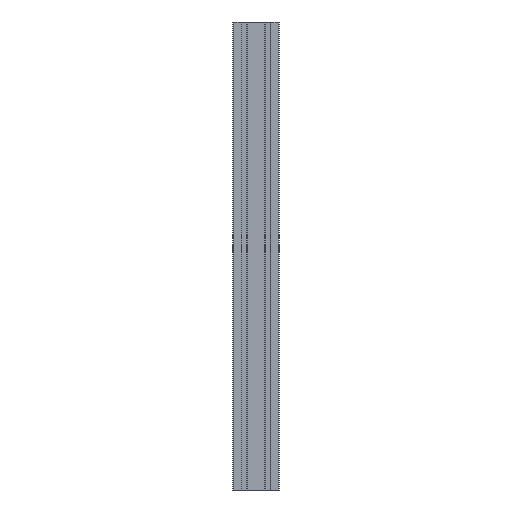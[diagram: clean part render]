
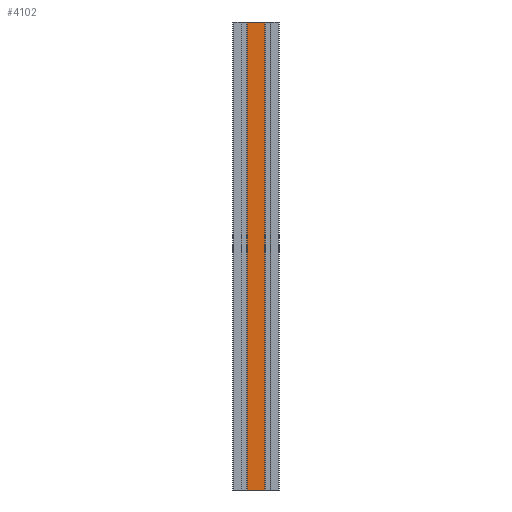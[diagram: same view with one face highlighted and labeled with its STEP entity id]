
A CAD part, left-side view. The second image highlights one B-rep face of the part: STEP entity #4102.
In plain terms, the highlighted planar face has unit normal (-1, 0, 0).
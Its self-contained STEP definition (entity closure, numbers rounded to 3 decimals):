
#16 = DIRECTION ( 'NONE',  ( 0., 0., 1. ) ) ;
#256 = DIRECTION ( 'NONE',  ( 0., 1., 0. ) ) ;
#540 = EDGE_CURVE ( 'NONE', #9952, #12597, #2318, .T. ) ;
#736 = ORIENTED_EDGE ( 'NONE', *, *, #4292, .F. ) ;
#1208 = DIRECTION ( 'NONE',  ( 0., 0., -1. ) ) ;
#1223 = CARTESIAN_POINT ( 'NONE',  ( -25., -6.4, 0. ) ) ;
#1228 = VECTOR ( 'NONE', #17316, 1000. ) ;
#1881 = DIRECTION ( 'NONE',  ( -1., 0., 0. ) ) ;
#2121 = ORIENTED_EDGE ( 'NONE', *, *, #540, .F. ) ;
#2291 = CARTESIAN_POINT ( 'NONE',  ( -25., 0., 0. ) ) ;
#2318 = LINE ( 'NONE', #11514, #1228 ) ;
#2447 = CARTESIAN_POINT ( 'NONE',  ( -25., -6.4, 1000. ) ) ;
#3050 = CARTESIAN_POINT ( 'NONE',  ( -25., 0., 1000. ) ) ;
#3659 = CARTESIAN_POINT ( 'NONE',  ( -25., -43.6, 0. ) ) ;
#4102 = ADVANCED_FACE ( 'NONE', ( #6476 ), #10987, .T. ) ;
#4292 = EDGE_CURVE ( 'NONE', #12597, #9193, #17684, .T. ) ;
#4848 = CARTESIAN_POINT ( 'NONE',  ( -25., -43.6, 1000. ) ) ;
#4865 = VERTEX_POINT ( 'NONE', #2447 ) ;
#6476 = FACE_OUTER_BOUND ( 'NONE', #13918, .T. ) ;
#8146 = AXIS2_PLACEMENT_3D ( 'NONE', #13794, #1881, #16 ) ;
#9193 = VERTEX_POINT ( 'NONE', #1223 ) ;
#9839 = VECTOR ( 'NONE', #1208, 1000. ) ;
#9952 = VERTEX_POINT ( 'NONE', #4848 ) ;
#10056 = VECTOR ( 'NONE', #17379, 1000. ) ;
#10987 = PLANE ( 'NONE',  #8146 ) ;
#11514 = CARTESIAN_POINT ( 'NONE',  ( -25., -43.6, 1000. ) ) ;
#12597 = VERTEX_POINT ( 'NONE', #3659 ) ;
#12638 = ORIENTED_EDGE ( 'NONE', *, *, #12777, .T. ) ;
#12777 = EDGE_CURVE ( 'NONE', #9952, #4865, #16753, .T. ) ;
#13060 = EDGE_CURVE ( 'NONE', #4865, #9193, #14806, .T. ) ;
#13306 = CARTESIAN_POINT ( 'NONE',  ( -25., -6.4, 1000. ) ) ;
#13794 = CARTESIAN_POINT ( 'NONE',  ( -25., 0., 1000. ) ) ;
#13918 = EDGE_LOOP ( 'NONE', ( #736, #2121, #12638, #18839 ) ) ;
#14806 = LINE ( 'NONE', #13306, #9839 ) ;
#16753 = LINE ( 'NONE', #3050, #18841 ) ;
#17316 = DIRECTION ( 'NONE',  ( 0., 0., -1. ) ) ;
#17379 = DIRECTION ( 'NONE',  ( 0., 1., 0. ) ) ;
#17684 = LINE ( 'NONE', #2291, #10056 ) ;
#18839 = ORIENTED_EDGE ( 'NONE', *, *, #13060, .T. ) ;
#18841 = VECTOR ( 'NONE', #256, 1000. ) ;
